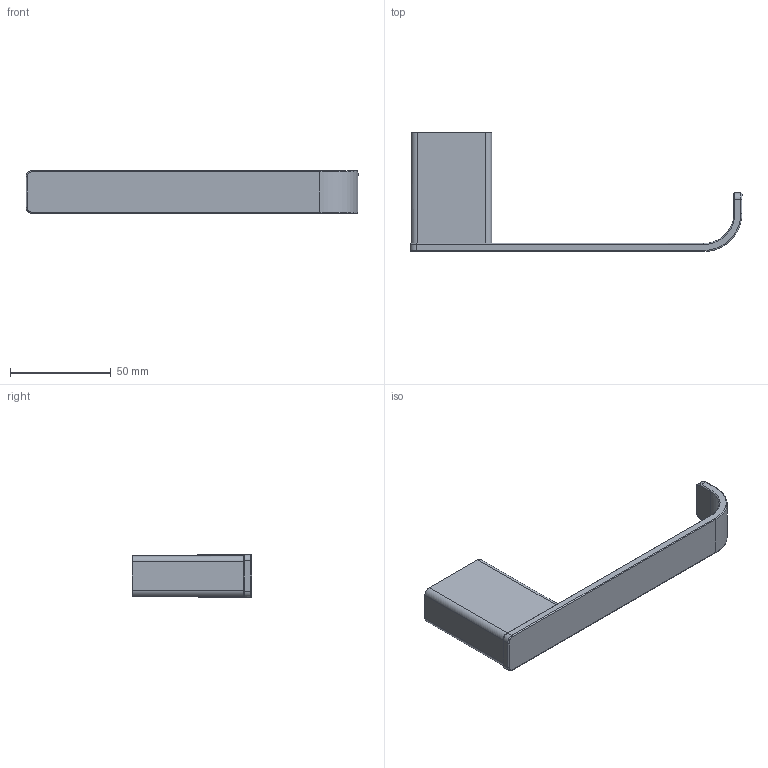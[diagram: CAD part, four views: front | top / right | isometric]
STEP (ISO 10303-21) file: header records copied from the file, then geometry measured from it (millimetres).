
FILE_DESCRIPTION(/* description */ (''),/* implementation_level */ '2;1');
FILE_NAME(/* name */ 'STEP - 253451203_30242',/* time_stamp */ '2025-07-22T09:57:15+10:00',/* author */ (''),/* organization */ (''),/* preprocessor_version */ 'ST-DEVELOPER v16.5',/* originating_system */ 'Rhino 7.37',/* authorisation */ '');
FILE_SCHEMA (('AUTOMOTIVE_DESIGN'));
Length unit declared in the file: millimetre
Products named in the file (2): Document; 3D drawing-30242(253451203)-Mizu Bloc  Toilet Roll Holder CP
Assembly tree (1 placements, depth 2):
  Document
    3D drawing-30242(253451203)-Mizu Bloc  Toilet Roll Holder CP
Bounding box: 164.5 x 59 x 21 mm (x, y, z)
Volume: 58251.6 mm3; surface area: 15914.2 mm2
Topology: 1 solids, 1 shells, 55 faces, 123 edges, 72 vertices
Faces by surface type: cylinder 26, plane 17, bspline 12
Entity records: 2264 total; most frequent: CARTESIAN_POINT 1417, ORIENTED_EDGE 246, EDGE_CURVE 123, VERTEX_POINT 72, B_SPLINE_CURVE_WITH_KNOTS 59, EDGE_LOOP 57, ADVANCED_FACE 55, FACE_OUTER_BOUND 55
